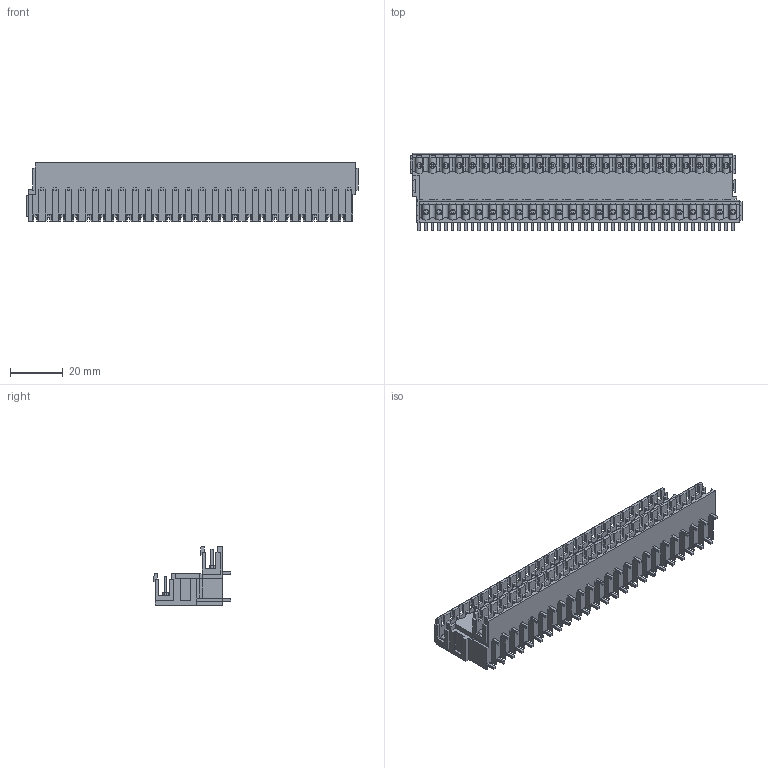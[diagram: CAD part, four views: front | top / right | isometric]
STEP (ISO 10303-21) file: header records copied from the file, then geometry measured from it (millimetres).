
FILE_DESCRIPTION(('CATIA V5 STEP Exchange','CAx-IF Rec.Pracs.--- Model Styling and Organization---1.2---2011-12-15'),'2;1');
FILE_NAME ('D1454994_0_1726500000_1726500000.stp','2017-09-26T13:03:03+00:00',('none'),('Weidmueller'),'CATIA Version 5-6 Release 2014','CATIA V5 STEP AP214','none');
FILE_SCHEMA(('AUTOMOTIVE_DESIGN { 1 0 10303 214 1 1 1 1 }'));
Products named in the file (1): 1726500000
Bounding box: 126.42 x 29.41 x 22.16 mm (x, y, z)
Volume: 28565.8 mm3; surface area: 32507.1 mm2
Topology: 49 solids, 49 shells, 1789 faces, 6036 edges, 4203 vertices
Faces by surface type: plane 1479, cylinder 310
Entity records: 64729 total; most frequent: CARTESIAN_POINT 15881, ORIENTED_EDGE 12072, DIRECTION 7379, EDGE_CURVE 6036, VECTOR 5151, LINE 5151, VERTEX_POINT 4203, EDGE_LOOP 1887
